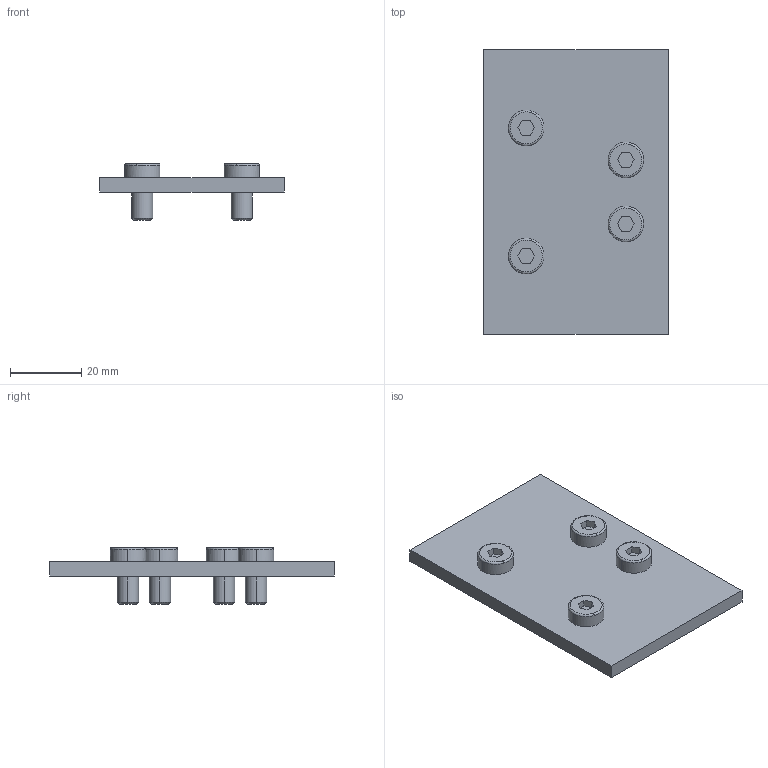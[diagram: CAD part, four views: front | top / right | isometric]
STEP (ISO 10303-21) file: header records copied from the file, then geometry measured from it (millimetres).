
FILE_DESCRIPTION (( 'STEP AP203' ), '1' );
FILE_NAME ('HM-2BP.step', '2022-04-19T17:44:52', ( '' ), ( '' ), 'SwSTEP 2.0', 'SolidWorks 2021', '' );
FILE_SCHEMA (( 'CONFIG_CONTROL_DESIGN' ));
Length unit declared in the file: millimetre
Products named in the file (1): HM-2BP
Bounding box: 52 x 80 x 16 mm (x, y, z)
Volume: 18592.2 mm3; surface area: 11164.5 mm2
Topology: 1 solids, 1 shells, 86 faces, 196 edges, 128 vertices
Faces by surface type: plane 46, cylinder 24, cone 8, torus 8
Entity records: 2625 total; most frequent: CARTESIAN_POINT 547, DIRECTION 434, ORIENTED_EDGE 392, EDGE_CURVE 196, AXIS2_PLACEMENT_3D 159, VERTEX_POINT 128, LINE 116, VECTOR 116
